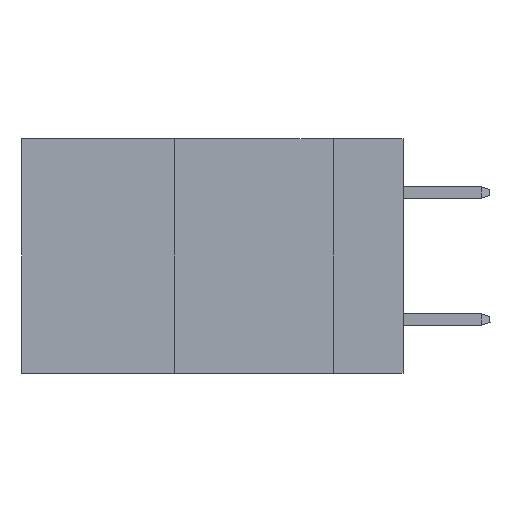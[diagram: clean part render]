
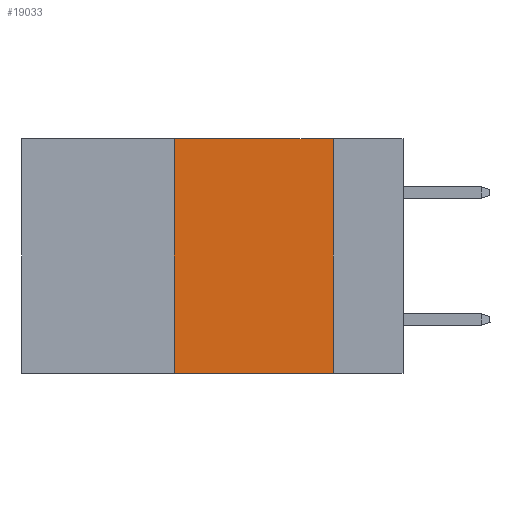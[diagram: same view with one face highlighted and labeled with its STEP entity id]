
A CAD part, left-side view. The second image highlights one B-rep face of the part: STEP entity #19033.
In plain terms, the highlighted planar face has unit normal (-1, 0, 0).
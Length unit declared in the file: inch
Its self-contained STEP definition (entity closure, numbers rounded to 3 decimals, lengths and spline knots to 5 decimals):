
#468 = LINE ( 'NONE', #17411, #15573 ) ;
#837 = VECTOR ( 'NONE', #6492, 39.37008 ) ;
#1674 = LINE ( 'NONE', #9471, #7787 ) ;
#1995 = CARTESIAN_POINT ( 'NONE',  ( 0., 0.11, 0. ) ) ;
#2131 = LINE ( 'NONE', #25537, #837 ) ;
#3617 = EDGE_CURVE ( 'NONE', #7281, #12911, #6354, .T. ) ;
#3632 = CARTESIAN_POINT ( 'NONE',  ( 0., 0.11, -0.37 ) ) ;
#5801 = EDGE_CURVE ( 'NONE', #9414, #16018, #2131, .T. ) ;
#6354 = LINE ( 'NONE', #1995, #20239 ) ;
#6492 = DIRECTION ( 'NONE',  ( 0., 0., 1. ) ) ;
#6883 = DIRECTION ( 'NONE',  ( 0., -1., 0. ) ) ;
#7281 = VERTEX_POINT ( 'NONE', #25176 ) ;
#7787 = VECTOR ( 'NONE', #10026, 39.37008 ) ;
#8741 = EDGE_CURVE ( 'NONE', #9414, #12911, #468, .T. ) ;
#9414 = VERTEX_POINT ( 'NONE', #13537 ) ;
#9471 = CARTESIAN_POINT ( 'NONE',  ( 0., 0.6, 0. ) ) ;
#9631 = AXIS2_PLACEMENT_3D ( 'NONE', #16688, #10448, #18892 ) ;
#10026 = DIRECTION ( 'NONE',  ( 0., -1., 0. ) ) ;
#10202 = EDGE_LOOP ( 'NONE', ( #25998, #21743, #25516, #23132 ) ) ;
#10448 = DIRECTION ( 'NONE',  ( 1., 0., 0. ) ) ;
#12128 = CARTESIAN_POINT ( 'NONE',  ( 0., 0.36, 0. ) ) ;
#12911 = VERTEX_POINT ( 'NONE', #3632 ) ;
#13140 = EDGE_CURVE ( 'NONE', #16018, #7281, #1674, .T. ) ;
#13537 = CARTESIAN_POINT ( 'NONE',  ( 0., 0.36, -0.37 ) ) ;
#15573 = VECTOR ( 'NONE', #6883, 39.37008 ) ;
#16018 = VERTEX_POINT ( 'NONE', #12128 ) ;
#16688 = CARTESIAN_POINT ( 'NONE',  ( 0., 0.6, 0. ) ) ;
#17411 = CARTESIAN_POINT ( 'NONE',  ( 0., 0.6, -0.37 ) ) ;
#18669 = DIRECTION ( 'NONE',  ( 0., 0., -1. ) ) ;
#18892 = DIRECTION ( 'NONE',  ( 0., 0., -1. ) ) ;
#19033 = ADVANCED_FACE ( 'NONE', ( #20881 ), #27297, .F. ) ;
#20239 = VECTOR ( 'NONE', #18669, 39.37008 ) ;
#20881 = FACE_OUTER_BOUND ( 'NONE', #10202, .T. ) ;
#21743 = ORIENTED_EDGE ( 'NONE', *, *, #13140, .F. ) ;
#23132 = ORIENTED_EDGE ( 'NONE', *, *, #8741, .T. ) ;
#25176 = CARTESIAN_POINT ( 'NONE',  ( 0., 0.11, 0. ) ) ;
#25516 = ORIENTED_EDGE ( 'NONE', *, *, #5801, .F. ) ;
#25537 = CARTESIAN_POINT ( 'NONE',  ( 0., 0.36, 0. ) ) ;
#25998 = ORIENTED_EDGE ( 'NONE', *, *, #3617, .F. ) ;
#27297 = PLANE ( 'NONE',  #9631 ) ;
